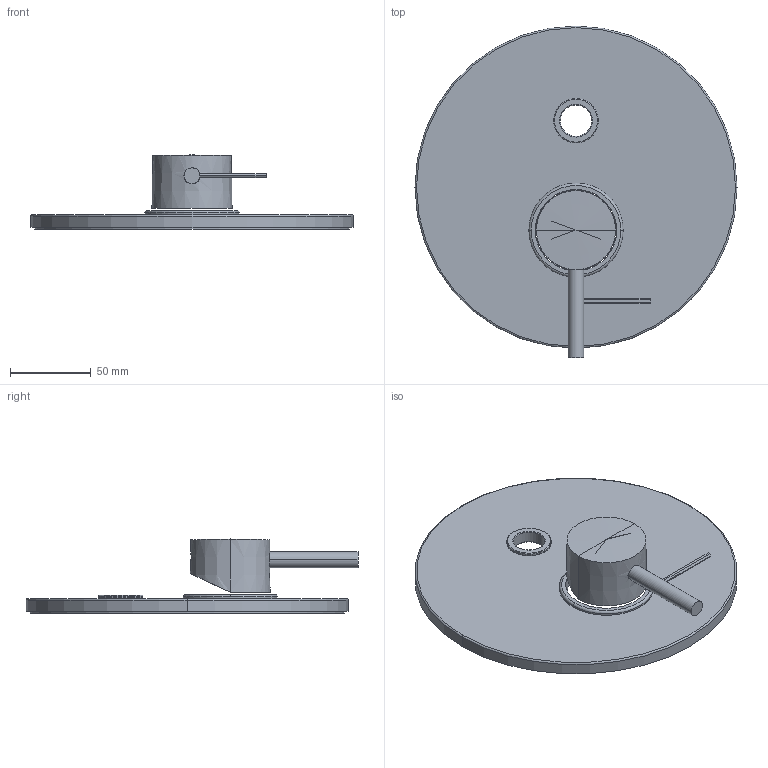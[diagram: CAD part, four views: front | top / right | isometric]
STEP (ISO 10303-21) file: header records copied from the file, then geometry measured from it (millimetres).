
FILE_DESCRIPTION((''),'2;1');
FILE_NAME('SK015CREST_ASM','2021-02-02T15:38:37',('stefano.gianpani'),('PAFFONI SpA'),'CREO PARAMETRIC BY PTC INC, 2020044','CREO PARAMETRIC BY PTC INC, 2020044','');
FILE_SCHEMA(('CONFIG_CONTROL_DESIGN','SHAPE_APPEARANCE_LAYERS_GROUPS'));
Length unit declared in the file: millimetre
Products named in the file (9): 1000154ZCR; 2051052GR; 2041392GR; 2041638GR; 4061154CR; 2091129-F; 2091180; 2091267; SK015CREST_ASM
Assembly tree (8 placements, depth 2):
  SK015CREST_ASM
    1000154ZCR
    2051052GR
    2041392GR
    2041638GR
    4061154CR
    2091129-F
    2091180
    2091267
Bounding box: 200 x 206.1 x 46 mm (x, y, z)
Volume: 163829.1 mm3; surface area: 125620.3 mm2
Topology: 8 solids, 11 shells, 159 faces, 369 edges, 232 vertices
Faces by surface type: plane 70, cylinder 45, cone 26, torus 18
Entity records: 6221 total; most frequent: CARTESIAN_POINT 1106, DIRECTION 861, ORIENTED_EDGE 718, PRESENTATION_STYLE_ASSIGNMENT 375, STYLED_ITEM 375, CURVE_STYLE 365, EDGE_CURVE 365, AXIS2_PLACEMENT_3D 345
